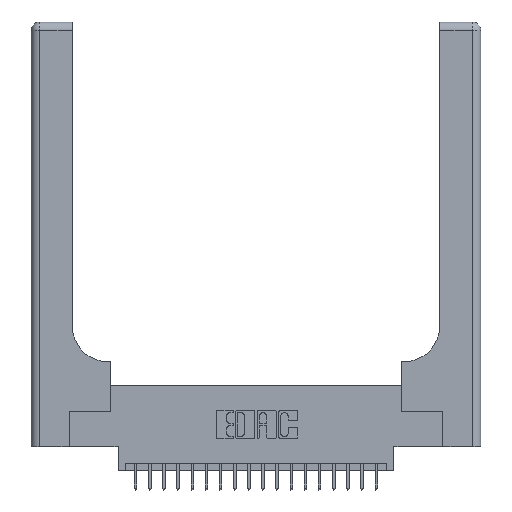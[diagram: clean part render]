
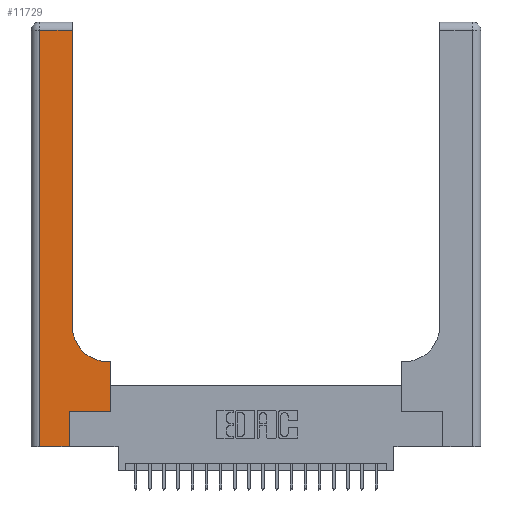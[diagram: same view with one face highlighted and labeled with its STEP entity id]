
A CAD part, top view. The second image highlights one B-rep face of the part: STEP entity #11729.
In plain terms, the highlighted planar face has unit normal (0, 0, 1).
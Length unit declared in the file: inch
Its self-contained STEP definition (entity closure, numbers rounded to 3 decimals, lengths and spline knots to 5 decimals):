
#651 = EDGE_CURVE ( 'NONE', #6884, #7185, #6892, .T. ) ;
#917 = CARTESIAN_POINT ( 'NONE',  ( 0.5585, 0.25, 0.37 ) ) ;
#921 = CARTESIAN_POINT ( 'NONE',  ( 0.2915, 2.94, 0.37 ) ) ;
#984 = VECTOR ( 'NONE', #9834, 39.37008 ) ;
#1302 = CARTESIAN_POINT ( 'NONE',  ( 0.5415, 0.6, 0.37 ) ) ;
#1320 = CARTESIAN_POINT ( 'NONE',  ( 0.5585, 0.6, 0.37 ) ) ;
#1410 = VERTEX_POINT ( 'NONE', #12768 ) ;
#1515 = CARTESIAN_POINT ( 'NONE',  ( 0.2915, 3., 0.37 ) ) ;
#1590 = CARTESIAN_POINT ( 'NONE',  ( 0.06, 2.94, 0.37 ) ) ;
#3454 = EDGE_CURVE ( 'NONE', #11853, #6140, #5692, .T. ) ;
#4296 = CARTESIAN_POINT ( 'NONE',  ( 0.5585, 0.25, 0.37 ) ) ;
#4571 = VERTEX_POINT ( 'NONE', #1590 ) ;
#4879 = EDGE_CURVE ( 'NONE', #10719, #6884, #16036, .T. ) ;
#5650 = FACE_OUTER_BOUND ( 'NONE', #17230, .T. ) ;
#5692 = LINE ( 'NONE', #4296, #11560 ) ;
#6140 = VERTEX_POINT ( 'NONE', #1320 ) ;
#6366 = CARTESIAN_POINT ( 'NONE',  ( 0., 2.94, 0.37 ) ) ;
#6498 = DIRECTION ( 'NONE',  ( 1., 0., 0. ) ) ;
#6557 = ORIENTED_EDGE ( 'NONE', *, *, #651, .T. ) ;
#6884 = VERTEX_POINT ( 'NONE', #7932 ) ;
#6892 = LINE ( 'NONE', #6989, #18484 ) ;
#6989 = CARTESIAN_POINT ( 'NONE',  ( 0.269, 0., 0.37 ) ) ;
#7142 = LINE ( 'NONE', #1515, #8019 ) ;
#7185 = VERTEX_POINT ( 'NONE', #8001 ) ;
#7932 = CARTESIAN_POINT ( 'NONE',  ( 0.269, 0., 0.37 ) ) ;
#8001 = CARTESIAN_POINT ( 'NONE',  ( 0.269, 0.25, 0.37 ) ) ;
#8019 = VECTOR ( 'NONE', #8755, 39.37008 ) ;
#8407 = DIRECTION ( 'NONE',  ( 0., -1., 0. ) ) ;
#8755 = DIRECTION ( 'NONE',  ( 0., 1., 0. ) ) ;
#9037 = CARTESIAN_POINT ( 'NONE',  ( 0.06, 0., 0.37 ) ) ;
#9209 = PLANE ( 'NONE',  #11718 ) ;
#9834 = DIRECTION ( 'NONE',  ( -1., 0., 0. ) ) ;
#9949 = LINE ( 'NONE', #22412, #20985 ) ;
#9994 = VECTOR ( 'NONE', #8407, 39.37008 ) ;
#10065 = CARTESIAN_POINT ( 'NONE',  ( 0.269, 0.25, 0.37 ) ) ;
#10242 = EDGE_CURVE ( 'NONE', #1410, #15585, #7142, .T. ) ;
#10681 = AXIS2_PLACEMENT_3D ( 'NONE', #21989, #14473, #17941 ) ;
#10719 = VERTEX_POINT ( 'NONE', #9037 ) ;
#10892 = ORIENTED_EDGE ( 'NONE', *, *, #22658, .T. ) ;
#11051 = EDGE_CURVE ( 'NONE', #7185, #11853, #22179, .T. ) ;
#11560 = VECTOR ( 'NONE', #18364, 39.37008 ) ;
#11718 = AXIS2_PLACEMENT_3D ( 'NONE', #12547, #19930, #16579 ) ;
#11728 = ORIENTED_EDGE ( 'NONE', *, *, #4879, .T. ) ;
#11729 = ADVANCED_FACE ( 'NONE', ( #5650 ), #9209, .F. ) ;
#11853 = VERTEX_POINT ( 'NONE', #917 ) ;
#11968 = ORIENTED_EDGE ( 'NONE', *, *, #14202, .T. ) ;
#12085 = LINE ( 'NONE', #21195, #9994 ) ;
#12547 = CARTESIAN_POINT ( 'NONE',  ( 0., 3., 0.37 ) ) ;
#12768 = CARTESIAN_POINT ( 'NONE',  ( 0.2915, 0.85, 0.37 ) ) ;
#13578 = EDGE_CURVE ( 'NONE', #6140, #16348, #9949, .T. ) ;
#13637 = CIRCLE ( 'NONE', #10681, 0.25 ) ;
#14202 = EDGE_CURVE ( 'NONE', #16348, #1410, #13637, .T. ) ;
#14473 = DIRECTION ( 'NONE',  ( 0., 0., -1. ) ) ;
#14707 = ORIENTED_EDGE ( 'NONE', *, *, #11051, .T. ) ;
#15412 = ORIENTED_EDGE ( 'NONE', *, *, #13578, .T. ) ;
#15585 = VERTEX_POINT ( 'NONE', #921 ) ;
#15919 = CARTESIAN_POINT ( 'NONE',  ( 0., 0., 0.37 ) ) ;
#16036 = LINE ( 'NONE', #15919, #17869 ) ;
#16197 = VECTOR ( 'NONE', #6498, 39.37008 ) ;
#16348 = VERTEX_POINT ( 'NONE', #1302 ) ;
#16579 = DIRECTION ( 'NONE',  ( -1., 0., 0. ) ) ;
#16914 = EDGE_CURVE ( 'NONE', #4571, #10719, #12085, .T. ) ;
#17181 = ORIENTED_EDGE ( 'NONE', *, *, #10242, .T. ) ;
#17230 = EDGE_LOOP ( 'NONE', ( #17181, #10892, #17962, #11728, #6557, #14707, #17987, #15412, #11968 ) ) ;
#17544 = DIRECTION ( 'NONE',  ( 1., 0., 0. ) ) ;
#17869 = VECTOR ( 'NONE', #17544, 39.37008 ) ;
#17941 = DIRECTION ( 'NONE',  ( 1., 0., 0. ) ) ;
#17962 = ORIENTED_EDGE ( 'NONE', *, *, #16914, .T. ) ;
#17987 = ORIENTED_EDGE ( 'NONE', *, *, #3454, .T. ) ;
#18364 = DIRECTION ( 'NONE',  ( 0., 1., 0. ) ) ;
#18484 = VECTOR ( 'NONE', #21054, 39.37008 ) ;
#19930 = DIRECTION ( 'NONE',  ( 0., 0., -1. ) ) ;
#20985 = VECTOR ( 'NONE', #22177, 39.37008 ) ;
#21054 = DIRECTION ( 'NONE',  ( 0., 1., 0. ) ) ;
#21195 = CARTESIAN_POINT ( 'NONE',  ( 0.06, 3., 0.37 ) ) ;
#21989 = CARTESIAN_POINT ( 'NONE',  ( 0.5415, 0.85, 0.37 ) ) ;
#22057 = LINE ( 'NONE', #6366, #984 ) ;
#22177 = DIRECTION ( 'NONE',  ( -1., 0., 0. ) ) ;
#22179 = LINE ( 'NONE', #10065, #16197 ) ;
#22412 = CARTESIAN_POINT ( 'NONE',  ( 0.2915, 0.6, 0.37 ) ) ;
#22658 = EDGE_CURVE ( 'NONE', #15585, #4571, #22057, .T. ) ;
